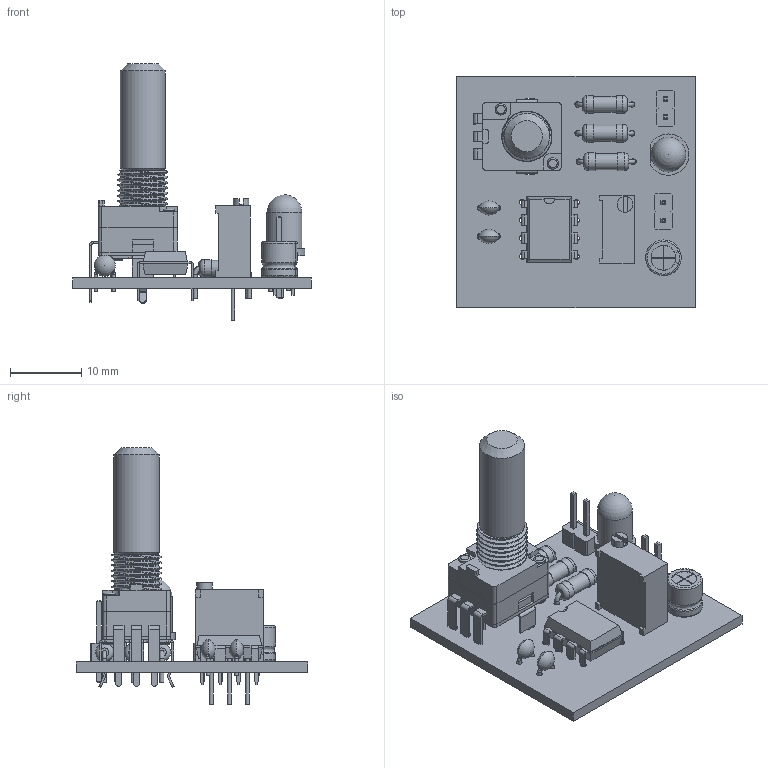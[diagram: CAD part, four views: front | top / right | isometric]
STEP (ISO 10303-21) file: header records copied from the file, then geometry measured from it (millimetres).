
FILE_DESCRIPTION(('KiCad electronic assembly'),'2;1');
FILE_NAME('ne555_led_blinker.step','2026-01-18T05:00:57',('Pcbnew'),( 'Kicad'),'Open CASCADE STEP processor 7.9','KiCad to STEP converter' ,'Unknown');
FILE_SCHEMA(('AUTOMOTIVE_DESIGN { 1 0 10303 214 1 1 1 1 }'));
Length unit declared in the file: millimetre
Products named in the file (10): ne555_led_blinker 1; R_Axial_DIN0207_L6.3mm_D2.5mm_P7.62mm_Horizontal; Potentiometer_Bourns_3296W_Vertical; DIP-8_W7.62mm; C_Disc_D3.0mm_W2.0mm_P2.50mm; PinHeader_1x02_P2.54mm_Vertical; LED_D5.0mm; CP_Radial_D5.0mm_P2.50mm; ALPHA-RD901F-40; ne555_led_blinker_PCB
Assembly tree (13 placements, depth 2):
  ne555_led_blinker 1
    R_Axial_DIN0207_L6.3mm_D2.5mm_P7.62mm_Horizontal  x3
    Potentiometer_Bourns_3296W_Vertical
    DIP-8_W7.62mm
    C_Disc_D3.0mm_W2.0mm_P2.50mm  x2
    PinHeader_1x02_P2.54mm_Vertical  x2
    LED_D5.0mm
    CP_Radial_D5.0mm_P2.50mm
    ALPHA-RD901F-40
    ne555_led_blinker_PCB
Bounding box: 33.5 x 32.5 x 36.02 mm (x, y, z)
Volume: 4059.7 mm3; surface area: 5729.6 mm2
Topology: 20 solids, 21 shells, 774 faces, 1845 edges, 1139 vertices
Faces by surface type: plane 519, cylinder 171, bspline 50, torus 18, revolution 9, sphere 5, cone 2
Full cylindrical faces by diameter (mm): 0.5 x6, 0.51 x3, 0.6 x6, 0.8 x23, 0.9 x2, 1 x7, 1.6 x4, 2.19 x1, 2.25 x3, 2.5 x6, 4.9 x1, 6.188 x6, 6.35 x1
Entity records: 28137 total; most frequent: CARTESIAN_POINT 7609, ORIENTED_EDGE 3286, DIRECTION 3161, EDGE_CURVE 1643, LINE 1188, VECTOR 1188, VERTEX_POINT 1016, AXIS2_PLACEMENT_3D 983
